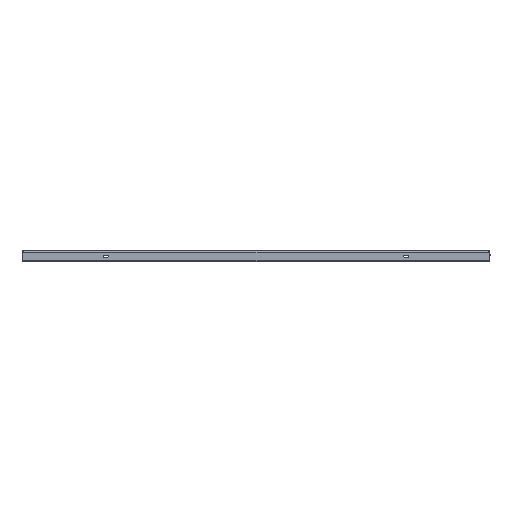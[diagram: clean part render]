
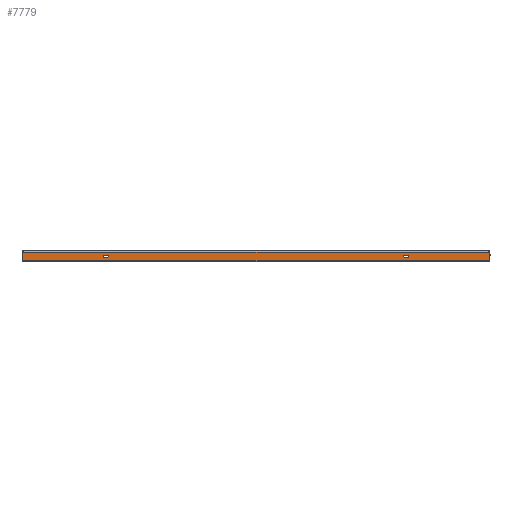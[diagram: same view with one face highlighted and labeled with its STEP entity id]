
A CAD part, left-side view. The second image highlights one B-rep face of the part: STEP entity #7779.
In plain terms, the highlighted planar face has unit normal (-1, 0, 0).
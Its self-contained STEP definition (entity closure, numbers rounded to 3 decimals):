
#4 = EDGE_LOOP ( 'NONE', ( #399, #3696, #1852, #3588 ) ) ;
#43 = VERTEX_POINT ( 'NONE', #1196 ) ;
#328 = VECTOR ( 'NONE', #9385, 1000. ) ;
#334 = CIRCLE ( 'NONE', #9473, 2.5 ) ;
#352 = CARTESIAN_POINT ( 'NONE',  ( -344., -345.7, -10.5 ) ) ;
#399 = ORIENTED_EDGE ( 'NONE', *, *, #6349, .T. ) ;
#444 = VECTOR ( 'NONE', #5953, 1000. ) ;
#462 = FACE_BOUND ( 'NONE', #5292, .T. ) ;
#538 = AXIS2_PLACEMENT_3D ( 'NONE', #5956, #6007, #4423 ) ;
#571 = LINE ( 'NONE', #1329, #9819 ) ;
#674 = PLANE ( 'NONE',  #1493 ) ;
#923 = DIRECTION ( 'NONE',  ( 0., -1., 0. ) ) ;
#971 = ORIENTED_EDGE ( 'NONE', *, *, #7819, .T. ) ;
#1077 = AXIS2_PLACEMENT_3D ( 'NONE', #4620, #5480, #9464 ) ;
#1112 = EDGE_CURVE ( 'NONE', #43, #3184, #2048, .T. ) ;
#1119 = EDGE_CURVE ( 'NONE', #5836, #6611, #5967, .T. ) ;
#1196 = CARTESIAN_POINT ( 'NONE',  ( -344., 352.7, -15.5 ) ) ;
#1329 = CARTESIAN_POINT ( 'NONE',  ( -344., -352.7, -10.5 ) ) ;
#1379 = DIRECTION ( 'NONE',  ( 0., -1., 0. ) ) ;
#1431 = VECTOR ( 'NONE', #5657, 1000. ) ;
#1493 = AXIS2_PLACEMENT_3D ( 'NONE', #2750, #3568, #3623 ) ;
#1549 = LINE ( 'NONE', #1736, #6228 ) ;
#1638 = EDGE_CURVE ( 'NONE', #3184, #5678, #1680, .T. ) ;
#1680 = LINE ( 'NONE', #7913, #7436 ) ;
#1736 = CARTESIAN_POINT ( 'NONE',  ( -344., -352.7, -15.5 ) ) ;
#1787 = CARTESIAN_POINT ( 'NONE',  ( -344., -541.929, -4. ) ) ;
#1828 = LINE ( 'NONE', #2488, #1431 ) ;
#1852 = ORIENTED_EDGE ( 'NONE', *, *, #1638, .T. ) ;
#1920 = EDGE_CURVE ( 'NONE', #7687, #3080, #3574, .T. ) ;
#2048 = CIRCLE ( 'NONE', #1077, 2.5 ) ;
#2111 = EDGE_CURVE ( 'NONE', #6748, #3080, #3656, .T. ) ;
#2169 = DIRECTION ( 'NONE',  ( 0., -1., 0. ) ) ;
#2453 = VECTOR ( 'NONE', #2169, 1000. ) ;
#2488 = CARTESIAN_POINT ( 'NONE',  ( -344., 541.929, 0. ) ) ;
#2545 = VECTOR ( 'NONE', #5302, 1000. ) ;
#2750 = CARTESIAN_POINT ( 'NONE',  ( -344., 0., 0. ) ) ;
#3080 = VERTEX_POINT ( 'NONE', #4029 ) ;
#3184 = VERTEX_POINT ( 'NONE', #5911 ) ;
#3226 = DIRECTION ( 'NONE',  ( 1., 0., 0. ) ) ;
#3311 = ORIENTED_EDGE ( 'NONE', *, *, #3863, .T. ) ;
#3390 = ORIENTED_EDGE ( 'NONE', *, *, #4300, .T. ) ;
#3568 = DIRECTION ( 'NONE',  ( 1., 0., 0. ) ) ;
#3574 = LINE ( 'NONE', #7752, #2545 ) ;
#3588 = ORIENTED_EDGE ( 'NONE', *, *, #9700, .T. ) ;
#3623 = DIRECTION ( 'NONE',  ( 0., 0., -1. ) ) ;
#3656 = LINE ( 'NONE', #5033, #444 ) ;
#3696 = ORIENTED_EDGE ( 'NONE', *, *, #1112, .T. ) ;
#3863 = EDGE_CURVE ( 'NONE', #6611, #4303, #1549, .T. ) ;
#3998 = CARTESIAN_POINT ( 'NONE',  ( -344., -352.7, -13. ) ) ;
#4029 = CARTESIAN_POINT ( 'NONE',  ( -344., -541.929, -22. ) ) ;
#4278 = ORIENTED_EDGE ( 'NONE', *, *, #1920, .F. ) ;
#4300 = EDGE_CURVE ( 'NONE', #4514, #6748, #1828, .T. ) ;
#4303 = VERTEX_POINT ( 'NONE', #9601 ) ;
#4423 = DIRECTION ( 'NONE',  ( 0., 0., -1. ) ) ;
#4463 = VERTEX_POINT ( 'NONE', #352 ) ;
#4514 = VERTEX_POINT ( 'NONE', #5398 ) ;
#4620 = CARTESIAN_POINT ( 'NONE',  ( -344., 352.7, -13. ) ) ;
#4793 = DIRECTION ( 'NONE',  ( 1., 0., 0. ) ) ;
#4901 = CARTESIAN_POINT ( 'NONE',  ( -344., 541.929, -22. ) ) ;
#5033 = CARTESIAN_POINT ( 'NONE',  ( -344., 541.929, -22. ) ) ;
#5292 = EDGE_LOOP ( 'NONE', ( #971, #9683, #3311, #8193 ) ) ;
#5302 = DIRECTION ( 'NONE',  ( 0., 0., -1. ) ) ;
#5398 = CARTESIAN_POINT ( 'NONE',  ( -344., 541.929, -4. ) ) ;
#5457 = VERTEX_POINT ( 'NONE', #8367 ) ;
#5480 = DIRECTION ( 'NONE',  ( 1., 0., 0. ) ) ;
#5543 = LINE ( 'NONE', #8707, #328 ) ;
#5657 = DIRECTION ( 'NONE',  ( 0., 0., -1. ) ) ;
#5678 = VERTEX_POINT ( 'NONE', #6169 ) ;
#5836 = VERTEX_POINT ( 'NONE', #6513 ) ;
#5911 = CARTESIAN_POINT ( 'NONE',  ( -344., 352.7, -10.5 ) ) ;
#5924 = FACE_OUTER_BOUND ( 'NONE', #8529, .T. ) ;
#5953 = DIRECTION ( 'NONE',  ( 0., -1., 0. ) ) ;
#5956 = CARTESIAN_POINT ( 'NONE',  ( -344., 345.7, -13. ) ) ;
#5967 = CIRCLE ( 'NONE', #7421, 2.5 ) ;
#6007 = DIRECTION ( 'NONE',  ( 1., 0., 0. ) ) ;
#6101 = CARTESIAN_POINT ( 'NONE',  ( -344., -544., -4. ) ) ;
#6169 = CARTESIAN_POINT ( 'NONE',  ( -344., 345.7, -10.5 ) ) ;
#6228 = VECTOR ( 'NONE', #6441, 1000. ) ;
#6349 = EDGE_CURVE ( 'NONE', #5457, #43, #5543, .T. ) ;
#6441 = DIRECTION ( 'NONE',  ( 0., 1., 0. ) ) ;
#6513 = CARTESIAN_POINT ( 'NONE',  ( -344., -352.7, -10.5 ) ) ;
#6611 = VERTEX_POINT ( 'NONE', #9839 ) ;
#6748 = VERTEX_POINT ( 'NONE', #4901 ) ;
#6950 = EDGE_CURVE ( 'NONE', #4303, #4463, #334, .T. ) ;
#7010 = DIRECTION ( 'NONE',  ( 0., 0., 1. ) ) ;
#7059 = CIRCLE ( 'NONE', #538, 2.5 ) ;
#7139 = CARTESIAN_POINT ( 'NONE',  ( -344., -345.7, -13. ) ) ;
#7163 = EDGE_CURVE ( 'NONE', #4514, #7687, #8349, .T. ) ;
#7404 = ORIENTED_EDGE ( 'NONE', *, *, #7163, .F. ) ;
#7421 = AXIS2_PLACEMENT_3D ( 'NONE', #3998, #3226, #7010 ) ;
#7436 = VECTOR ( 'NONE', #923, 1000. ) ;
#7687 = VERTEX_POINT ( 'NONE', #1787 ) ;
#7752 = CARTESIAN_POINT ( 'NONE',  ( -344., -541.929, -2. ) ) ;
#7779 = ADVANCED_FACE ( 'NONE', ( #9139, #462, #5924 ), #674, .F. ) ;
#7819 = EDGE_CURVE ( 'NONE', #4463, #5836, #571, .T. ) ;
#7913 = CARTESIAN_POINT ( 'NONE',  ( -344., 352.7, -10.5 ) ) ;
#8193 = ORIENTED_EDGE ( 'NONE', *, *, #6950, .T. ) ;
#8349 = LINE ( 'NONE', #6101, #2453 ) ;
#8367 = CARTESIAN_POINT ( 'NONE',  ( -344., 345.7, -15.5 ) ) ;
#8529 = EDGE_LOOP ( 'NONE', ( #9886, #4278, #7404, #3390 ) ) ;
#8707 = CARTESIAN_POINT ( 'NONE',  ( -344., 352.7, -15.5 ) ) ;
#9139 = FACE_BOUND ( 'NONE', #4, .T. ) ;
#9385 = DIRECTION ( 'NONE',  ( 0., 1., 0. ) ) ;
#9464 = DIRECTION ( 'NONE',  ( 0., 0., -1. ) ) ;
#9473 = AXIS2_PLACEMENT_3D ( 'NONE', #7139, #4793, #9496 ) ;
#9496 = DIRECTION ( 'NONE',  ( 0., 0., 1. ) ) ;
#9601 = CARTESIAN_POINT ( 'NONE',  ( -344., -345.7, -15.5 ) ) ;
#9683 = ORIENTED_EDGE ( 'NONE', *, *, #1119, .T. ) ;
#9700 = EDGE_CURVE ( 'NONE', #5678, #5457, #7059, .T. ) ;
#9819 = VECTOR ( 'NONE', #1379, 1000. ) ;
#9839 = CARTESIAN_POINT ( 'NONE',  ( -344., -352.7, -15.5 ) ) ;
#9886 = ORIENTED_EDGE ( 'NONE', *, *, #2111, .T. ) ;
